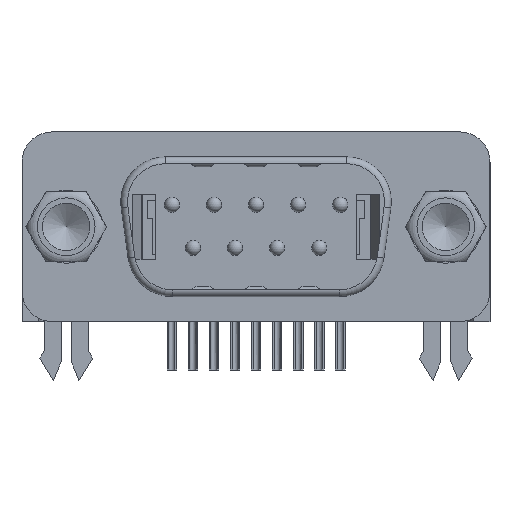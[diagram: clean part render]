
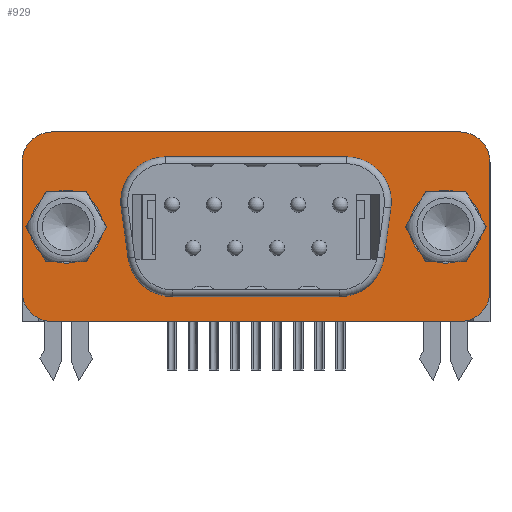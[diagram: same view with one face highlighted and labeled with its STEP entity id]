
A CAD part, front view. The second image highlights one B-rep face of the part: STEP entity #929.
In plain terms, the highlighted planar face has unit normal (0, -1, 0).
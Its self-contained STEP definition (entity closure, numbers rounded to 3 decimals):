
#929 = ADVANCED_FACE( '', ( #2008, #2009, #2010, #2011 ), #2012, .F. );
#2008 = FACE_BOUND( '', #4951, .T. );
#2009 = FACE_BOUND( '', #4952, .T. );
#2010 = FACE_OUTER_BOUND( '', #4953, .T. );
#2011 = FACE_BOUND( '', #4954, .T. );
#2012 = PLANE( '', #4955 );
#4951 = EDGE_LOOP( '', ( #9027 ) );
#4952 = EDGE_LOOP( '', ( #9028 ) );
#4953 = EDGE_LOOP( '', ( #9029, #9030, #9031, #9032, #9033, #9034, #9035, #9036 ) );
#4954 = EDGE_LOOP( '', ( #9037, #9038, #9039, #9040, #9041, #9042, #9043, #9044 ) );
#4955 = AXIS2_PLACEMENT_3D( '', #9045, #9046, #9047 );
#9027 = ORIENTED_EDGE( '', *, *, #12379, .T. );
#9028 = ORIENTED_EDGE( '', *, *, #12112, .T. );
#9029 = ORIENTED_EDGE( '', *, *, #12380, .F. );
#9030 = ORIENTED_EDGE( '', *, *, #12381, .T. );
#9031 = ORIENTED_EDGE( '', *, *, #12382, .F. );
#9032 = ORIENTED_EDGE( '', *, *, #12344, .T. );
#9033 = ORIENTED_EDGE( '', *, *, #12278, .F. );
#9034 = ORIENTED_EDGE( '', *, *, #12383, .T. );
#9035 = ORIENTED_EDGE( '', *, *, #12384, .F. );
#9036 = ORIENTED_EDGE( '', *, *, #12385, .T. );
#9037 = ORIENTED_EDGE( '', *, *, #12386, .F. );
#9038 = ORIENTED_EDGE( '', *, *, #12026, .F. );
#9039 = ORIENTED_EDGE( '', *, *, #12387, .F. );
#9040 = ORIENTED_EDGE( '', *, *, #11906, .F. );
#9041 = ORIENTED_EDGE( '', *, *, #12388, .F. );
#9042 = ORIENTED_EDGE( '', *, *, #12389, .F. );
#9043 = ORIENTED_EDGE( '', *, *, #12294, .F. );
#9044 = ORIENTED_EDGE( '', *, *, #12390, .F. );
#9045 = CARTESIAN_POINT( '', ( 0., -0.45, 0. ) );
#9046 = DIRECTION( '', ( 0., 1., 0. ) );
#9047 = DIRECTION( '', ( 0., 0., 1. ) );
#11906 = EDGE_CURVE( '', #13511, #13507, #13513, .T. );
#12026 = EDGE_CURVE( '', #13722, #13718, #13724, .T. );
#12112 = EDGE_CURVE( '', #13866, #13866, #13867, .T. );
#12278 = EDGE_CURVE( '', #14137, #14138, #14139, .T. );
#12294 = EDGE_CURVE( '', #14161, #14158, #14163, .F. );
#12344 = EDGE_CURVE( '', #14239, #14138, #14240, .F. );
#12379 = EDGE_CURVE( '', #14296, #14296, #14297, .T. );
#12380 = EDGE_CURVE( '', #14298, #14299, #14300, .T. );
#12381 = EDGE_CURVE( '', #14298, #14301, #14302, .F. );
#12382 = EDGE_CURVE( '', #14239, #14301, #14303, .T. );
#12383 = EDGE_CURVE( '', #14137, #14304, #14305, .F. );
#12384 = EDGE_CURVE( '', #14306, #14304, #14307, .T. );
#12385 = EDGE_CURVE( '', #14306, #14299, #14308, .F. );
#12386 = EDGE_CURVE( '', #13718, #14309, #14310, .F. );
#12387 = EDGE_CURVE( '', #13507, #13722, #14311, .F. );
#12388 = EDGE_CURVE( '', #14312, #13511, #14313, .F. );
#12389 = EDGE_CURVE( '', #14158, #14312, #14314, .T. );
#12390 = EDGE_CURVE( '', #14309, #14161, #14315, .T. );
#13507 = VERTEX_POINT( '', #15819 );
#13511 = VERTEX_POINT( '', #15825 );
#13513 = LINE( '', #15828, #15829 );
#13718 = VERTEX_POINT( '', #16115 );
#13722 = VERTEX_POINT( '', #16121 );
#13724 = LINE( '', #16124, #16125 );
#13866 = VERTEX_POINT( '', #16340 );
#13867 = CIRCLE( '', #16341, 2.4 );
#14137 = VERTEX_POINT( '', #17007 );
#14138 = VERTEX_POINT( '', #17008 );
#14139 = LINE( '', #17009, #17010 );
#14158 = VERTEX_POINT( '', #17038 );
#14161 = VERTEX_POINT( '', #17042 );
#14163 = CIRCLE( '', #17045, 2.95 );
#14239 = VERTEX_POINT( '', #17150 );
#14240 = CIRCLE( '', #17151, 2. );
#14296 = VERTEX_POINT( '', #17487 );
#14297 = CIRCLE( '', #17488, 2.4 );
#14298 = VERTEX_POINT( '', #17489 );
#14299 = VERTEX_POINT( '', #17490 );
#14300 = LINE( '', #17491, #17492 );
#14301 = VERTEX_POINT( '', #17493 );
#14302 = CIRCLE( '', #17494, 2. );
#14303 = LINE( '', #17495, #17496 );
#14304 = VERTEX_POINT( '', #17497 );
#14305 = CIRCLE( '', #17498, 2. );
#14306 = VERTEX_POINT( '', #17499 );
#14307 = LINE( '', #17500, #17501 );
#14308 = CIRCLE( '', #17502, 2. );
#14309 = VERTEX_POINT( '', #17503 );
#14310 = CIRCLE( '', #17504, 2.95 );
#14311 = CIRCLE( '', #17505, 2.95 );
#14312 = VERTEX_POINT( '', #17506 );
#14313 = CIRCLE( '', #17507, 2.95 );
#14314 = LINE( '', #17508, #17509 );
#14315 = LINE( '', #17510, #17511 );
#15819 = CARTESIAN_POINT( '', ( 5.496, -0.45, -4.6 ) );
#15825 = CARTESIAN_POINT( '', ( -5.496, -0.45, -4.6 ) );
#15828 = CARTESIAN_POINT( '', ( 0., -0.45, -4.6 ) );
#15829 = VECTOR( '', #19601, 1000. );
#16115 = CARTESIAN_POINT( '', ( 8.881, -0.45, 1.239 ) );
#16121 = CARTESIAN_POINT( '', ( 8.418, -0.45, -2.061 ) );
#16124 = CARTESIAN_POINT( '', ( 8.538, -0.45, -1.2 ) );
#16125 = VECTOR( '', #19731, 1000. );
#16340 = CARTESIAN_POINT( '', ( 12.495, -0.45, 2.4 ) );
#16341 = AXIS2_PLACEMENT_3D( '', #19819, #19820, #19821 );
#17007 = CARTESIAN_POINT( '', ( 13.405, -0.45, -6.25 ) );
#17008 = CARTESIAN_POINT( '', ( -13.405, -0.45, -6.25 ) );
#17009 = CARTESIAN_POINT( '', ( 15.405, -0.45, -6.25 ) );
#17010 = VECTOR( '', #19998, 1000. );
#17038 = CARTESIAN_POINT( '', ( -8.881, -0.45, 1.239 ) );
#17042 = CARTESIAN_POINT( '', ( -5.96, -0.45, 4.6 ) );
#17045 = AXIS2_PLACEMENT_3D( '', #20013, #20014, #20015 );
#17150 = CARTESIAN_POINT( '', ( -15.405, -0.45, -4.25 ) );
#17151 = AXIS2_PLACEMENT_3D( '', #20072, #20073, #20074 );
#17487 = CARTESIAN_POINT( '', ( -12.495, -0.45, 2.4 ) );
#17488 = AXIS2_PLACEMENT_3D( '', #20100, #20101, #20102 );
#17489 = CARTESIAN_POINT( '', ( -13.405, -0.45, 6.25 ) );
#17490 = CARTESIAN_POINT( '', ( 13.405, -0.45, 6.25 ) );
#17491 = CARTESIAN_POINT( '', ( -15.405, -0.45, 6.25 ) );
#17492 = VECTOR( '', #20103, 1000. );
#17493 = CARTESIAN_POINT( '', ( -15.405, -0.45, 4.25 ) );
#17494 = AXIS2_PLACEMENT_3D( '', #20104, #20105, #20106 );
#17495 = CARTESIAN_POINT( '', ( -15.405, -0.45, -6.25 ) );
#17496 = VECTOR( '', #20107, 1000. );
#17497 = CARTESIAN_POINT( '', ( 15.405, -0.45, -4.25 ) );
#17498 = AXIS2_PLACEMENT_3D( '', #20108, #20109, #20110 );
#17499 = CARTESIAN_POINT( '', ( 15.405, -0.45, 4.25 ) );
#17500 = CARTESIAN_POINT( '', ( 15.405, -0.45, 6.25 ) );
#17501 = VECTOR( '', #20111, 1000. );
#17502 = AXIS2_PLACEMENT_3D( '', #20112, #20113, #20114 );
#17503 = CARTESIAN_POINT( '', ( 5.96, -0.45, 4.6 ) );
#17504 = AXIS2_PLACEMENT_3D( '', #20115, #20116, #20117 );
#17505 = AXIS2_PLACEMENT_3D( '', #20118, #20119, #20120 );
#17506 = CARTESIAN_POINT( '', ( -8.418, -0.45, -2.061 ) );
#17507 = AXIS2_PLACEMENT_3D( '', #20121, #20122, #20123 );
#17508 = CARTESIAN_POINT( '', ( -8.538, -0.45, -1.2 ) );
#17509 = VECTOR( '', #20124, 1000. );
#17510 = CARTESIAN_POINT( '', ( 0., -0.45, 4.6 ) );
#17511 = VECTOR( '', #20125, 1000. );
#19601 = DIRECTION( '', ( 1., 0., 0. ) );
#19731 = DIRECTION( '', ( 0.139, 0., 0.99 ) );
#19819 = CARTESIAN_POINT( '', ( 12.495, -0.45, 0. ) );
#19820 = DIRECTION( '', ( 0., 1., 0. ) );
#19821 = DIRECTION( '', ( 0., 0., 1. ) );
#19998 = DIRECTION( '', ( -1., 0., 0. ) );
#20013 = CARTESIAN_POINT( '', ( -5.96, -0.45, 1.65 ) );
#20014 = DIRECTION( '', ( 0., 1., 0. ) );
#20015 = DIRECTION( '', ( 0., 0., 1. ) );
#20072 = CARTESIAN_POINT( '', ( -13.405, -0.45, -4.25 ) );
#20073 = DIRECTION( '', ( 0., 1., 0. ) );
#20074 = DIRECTION( '', ( 0., 0., 1. ) );
#20100 = CARTESIAN_POINT( '', ( -12.495, -0.45, 0. ) );
#20101 = DIRECTION( '', ( 0., 1., 0. ) );
#20102 = DIRECTION( '', ( 0., 0., 1. ) );
#20103 = DIRECTION( '', ( 1., 0., 0. ) );
#20104 = CARTESIAN_POINT( '', ( -13.405, -0.45, 4.25 ) );
#20105 = DIRECTION( '', ( 0., 1., 0. ) );
#20106 = DIRECTION( '', ( 0., 0., 1. ) );
#20107 = DIRECTION( '', ( 0., 0., 1. ) );
#20108 = CARTESIAN_POINT( '', ( 13.405, -0.45, -4.25 ) );
#20109 = DIRECTION( '', ( 0., 1., 0. ) );
#20110 = DIRECTION( '', ( 0., 0., 1. ) );
#20111 = DIRECTION( '', ( 0., 0., -1. ) );
#20112 = CARTESIAN_POINT( '', ( 13.405, -0.45, 4.25 ) );
#20113 = DIRECTION( '', ( 0., 1., 0. ) );
#20114 = DIRECTION( '', ( 0., 0., 1. ) );
#20115 = CARTESIAN_POINT( '', ( 5.96, -0.45, 1.65 ) );
#20116 = DIRECTION( '', ( 0., 1., 0. ) );
#20117 = DIRECTION( '', ( 0., 0., 1. ) );
#20118 = CARTESIAN_POINT( '', ( 5.496, -0.45, -1.65 ) );
#20119 = DIRECTION( '', ( 0., 1., 0. ) );
#20120 = DIRECTION( '', ( 0., 0., 1. ) );
#20121 = CARTESIAN_POINT( '', ( -5.496, -0.45, -1.65 ) );
#20122 = DIRECTION( '', ( 0., 1., 0. ) );
#20123 = DIRECTION( '', ( 0., 0., 1. ) );
#20124 = DIRECTION( '', ( 0.139, 0., -0.99 ) );
#20125 = DIRECTION( '', ( -1., 0., 0. ) );
